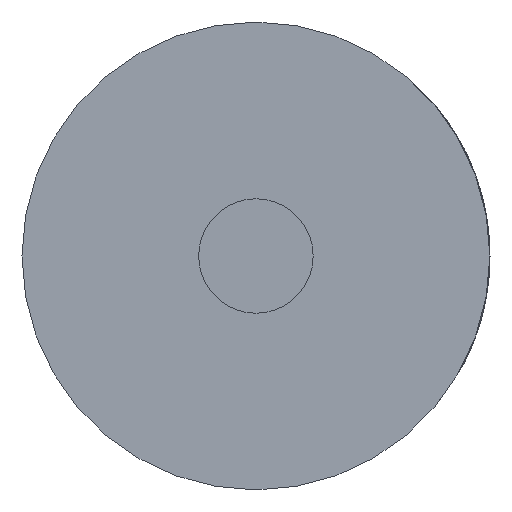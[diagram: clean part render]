
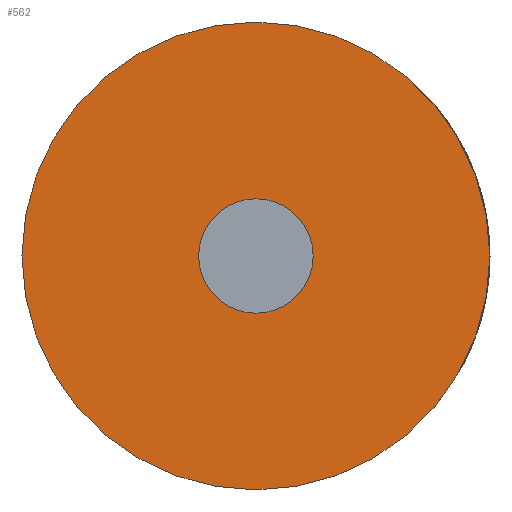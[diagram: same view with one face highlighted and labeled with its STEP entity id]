
A CAD part, front view. The second image highlights one B-rep face of the part: STEP entity #562.
In plain terms, the highlighted planar face has unit normal (0, -1, 0).
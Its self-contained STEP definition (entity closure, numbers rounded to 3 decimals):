
#16=FACE_BOUND('',#114,.T.);
#42=PLANE('',#643);
#78=FACE_OUTER_BOUND('',#113,.T.);
#113=EDGE_LOOP('',(#487));
#114=EDGE_LOOP('',(#488));
#149=CIRCLE('',#637,0.3);
#152=CIRCLE('',#644,1.225);
#279=VERTEX_POINT('',#1102);
#282=VERTEX_POINT('',#1112);
#356=EDGE_CURVE('',#279,#279,#149,.T.);
#359=EDGE_CURVE('',#282,#282,#152,.T.);
#487=ORIENTED_EDGE('',*,*,#359,.T.);
#488=ORIENTED_EDGE('',*,*,#356,.T.);
#562=ADVANCED_FACE('',(#78,#16),#42,.F.);
#637=AXIS2_PLACEMENT_3D('',#1103,#793,#794);
#643=AXIS2_PLACEMENT_3D('',#1111,#805,#806);
#644=AXIS2_PLACEMENT_3D('',#1113,#807,#808);
#793=DIRECTION('center_axis',(0.,1.,0.));
#794=DIRECTION('ref_axis',(-1.,0.,0.));
#805=DIRECTION('center_axis',(0.,1.,0.));
#806=DIRECTION('ref_axis',(0.,0.,1.));
#807=DIRECTION('center_axis',(0.,-1.,0.));
#808=DIRECTION('ref_axis',(1.,0.,0.));
#1102=CARTESIAN_POINT('',(0.3,-1.525,0.));
#1103=CARTESIAN_POINT('Origin',(0.,-1.525,0.));
#1111=CARTESIAN_POINT('Origin',(0.,-1.525,0.));
#1112=CARTESIAN_POINT('',(-1.225,-1.525,0.));
#1113=CARTESIAN_POINT('Origin',(0.,-1.525,0.));
